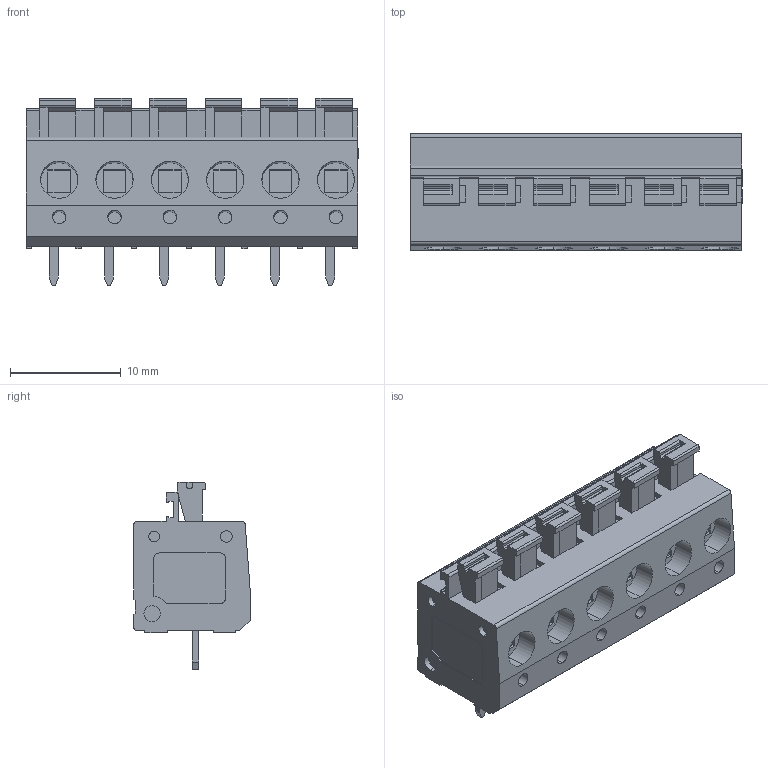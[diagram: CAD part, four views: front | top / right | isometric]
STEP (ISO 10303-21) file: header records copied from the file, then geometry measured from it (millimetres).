
FILE_DESCRIPTION (( 'STEP AP214' ), '1' );
FILE_NAME ('CONN-TH_KF236-5.0-6P.step', '2022-08-02T16:00:12', ( '' ), ( '' ), 'SwSTEP 2.0', 'SolidWorks 2020', '' );
FILE_SCHEMA (( 'AUTOMOTIVE_DESIGN' ));
Length unit declared in the file: millimetre
Products named in the file (1): CONN-TH_KF236-5.0-6P
Bounding box: 30 x 10.5 x 16.9 mm (x, y, z)
Volume: 3083.6 mm3; surface area: 2188.8 mm2
Topology: 14 solids, 14 shells, 718 faces, 1923 edges, 1276 vertices
Faces by surface type: plane 505, bspline 114, cylinder 99
Entity records: 30324 total; most frequent: CARTESIAN_POINT 6316, ORIENTED_EDGE 3846, DIRECTION 3087, EDGE_CURVE 1923, LINE 1481, VECTOR 1481, VERTEX_POINT 1276, AXIS2_PLACEMENT_3D 803
